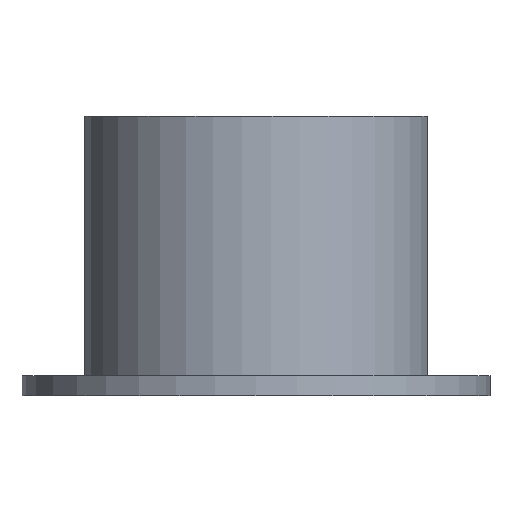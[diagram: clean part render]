
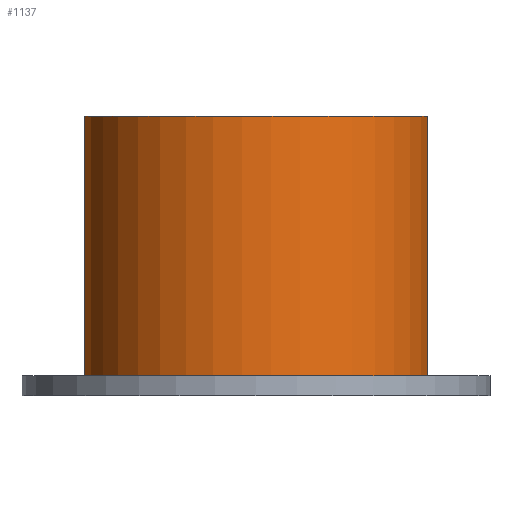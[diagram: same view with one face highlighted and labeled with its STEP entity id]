
A CAD part, left-side view. The second image highlights one B-rep face of the part: STEP entity #1137.
In plain terms, the highlighted cylindrical face has radius 17 mm (diameter 34 mm), a partial arc.
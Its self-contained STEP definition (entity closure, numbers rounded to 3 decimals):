
#140=CYLINDRICAL_SURFACE('',#1220,17.);
#211=FACE_OUTER_BOUND('',#274,.T.);
#274=EDGE_LOOP('',(#1024,#1025,#1026,#1027));
#295=LINE('',#1481,#359);
#334=LINE('',#2116,#398);
#359=VECTOR('',#1279,10.);
#398=VECTOR('',#1332,10.);
#424=CIRCLE('',#1170,17.);
#445=CIRCLE('',#1218,17.);
#451=VERTEX_POINT('',#1451);
#454=VERTEX_POINT('',#1459);
#460=VERTEX_POINT('',#1480);
#539=VERTEX_POINT('',#2114);
#569=EDGE_CURVE('',#451,#454,#424,.T.);
#580=EDGE_CURVE('',#460,#454,#295,.T.);
#661=EDGE_CURVE('',#451,#539,#334,.T.);
#713=EDGE_CURVE('',#539,#460,#445,.T.);
#1024=ORIENTED_EDGE('',*,*,#580,.T.);
#1025=ORIENTED_EDGE('',*,*,#569,.F.);
#1026=ORIENTED_EDGE('',*,*,#661,.T.);
#1027=ORIENTED_EDGE('',*,*,#713,.T.);
#1137=ADVANCED_FACE('',(#211),#140,.T.);
#1170=AXIS2_PLACEMENT_3D('',#1460,#1252,#1253);
#1218=AXIS2_PLACEMENT_3D('',#3814,#1391,#1392);
#1220=AXIS2_PLACEMENT_3D('',#3816,#1395,#1396);
#1252=DIRECTION('center_axis',(0.,0.,-1.));
#1253=DIRECTION('ref_axis',(1.,0.,0.));
#1279=DIRECTION('',(0.,0.,-1.));
#1332=DIRECTION('',(0.,0.,1.));
#1391=DIRECTION('center_axis',(0.,0.,
-1.));
#1392=DIRECTION('ref_axis',(1.,0.,0.));
#1395=DIRECTION('center_axis',(0.,0.,1.));
#1396=DIRECTION('ref_axis',(-1.,-0.003,0.));
#1451=CARTESIAN_POINT('',(-2.362,-16.835,2.));
#1459=CARTESIAN_POINT('',(-2.45,16.823,2.));
#1460=CARTESIAN_POINT('Origin',(0.,0.,
2.));
#1480=CARTESIAN_POINT('',(-2.45,16.823,27.5));
#1481=CARTESIAN_POINT('',(-2.45,16.823,2.));
#2114=CARTESIAN_POINT('',(-2.362,-16.835,27.5));
#2116=CARTESIAN_POINT('',(-2.362,-16.835,2.));
#3814=CARTESIAN_POINT('Origin',(0.,0.,
27.5));
#3816=CARTESIAN_POINT('Origin',(0.,0.,
0.));
